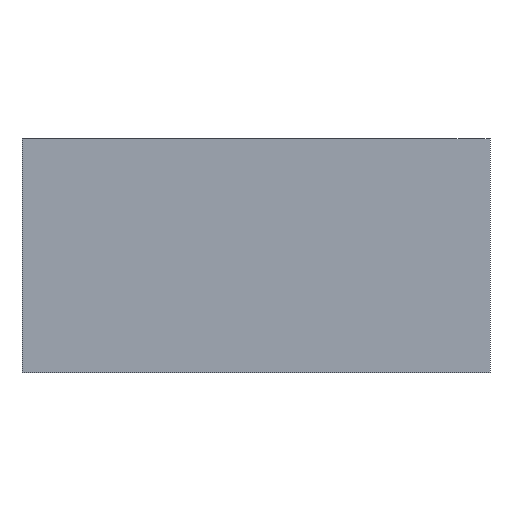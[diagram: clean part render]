
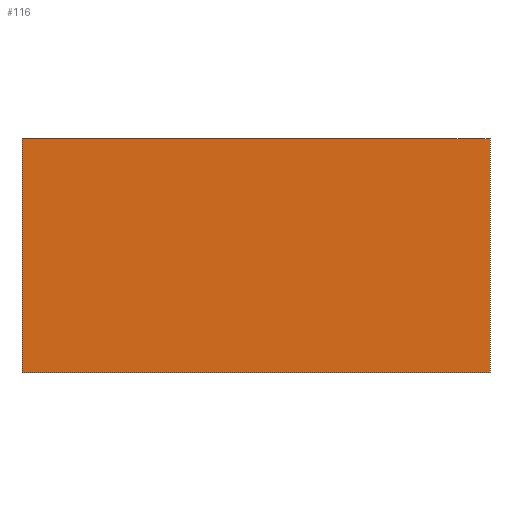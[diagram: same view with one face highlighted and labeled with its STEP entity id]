
A CAD part, front view. The second image highlights one B-rep face of the part: STEP entity #116.
In plain terms, the highlighted planar face has unit normal (0, -1, 0).
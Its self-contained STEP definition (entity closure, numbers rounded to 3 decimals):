
#15 = DIRECTION ( 'NONE',  ( 0., -1., 0. ) ) ;
#22 = DIRECTION ( 'NONE',  ( 0., 0., -1. ) ) ;
#23 = VERTEX_POINT ( 'NONE', #216 ) ;
#25 = DIRECTION ( 'NONE',  ( -1., 0., 0. ) ) ;
#30 = EDGE_CURVE ( 'NONE', #100, #229, #66, .T. ) ;
#34 = VECTOR ( 'NONE', #25, 1000. ) ;
#37 = DIRECTION ( 'NONE',  ( 1., 0., 0. ) ) ;
#40 = LINE ( 'NONE', #164, #86 ) ;
#46 = LINE ( 'NONE', #118, #34 ) ;
#49 = ORIENTED_EDGE ( 'NONE', *, *, #143, .F. ) ;
#55 = CARTESIAN_POINT ( 'NONE',  ( -50., 0., 25. ) ) ;
#66 = LINE ( 'NONE', #55, #122 ) ;
#86 = VECTOR ( 'NONE', #22, 1000. ) ;
#93 = DIRECTION ( 'NONE',  ( 0., 0., -1. ) ) ;
#95 = VERTEX_POINT ( 'NONE', #145 ) ;
#100 = VERTEX_POINT ( 'NONE', #234 ) ;
#105 = ORIENTED_EDGE ( 'NONE', *, *, #30, .F. ) ;
#106 = CARTESIAN_POINT ( 'NONE',  ( 0., 0., 0. ) ) ;
#107 = ORIENTED_EDGE ( 'NONE', *, *, #138, .F. ) ;
#110 = DIRECTION ( 'NONE',  ( 0., 0., 1. ) ) ;
#116 = ADVANCED_FACE ( 'NONE', ( #194 ), #217, .T. ) ;
#118 = CARTESIAN_POINT ( 'NONE',  ( -50., 0., -25. ) ) ;
#121 = VECTOR ( 'NONE', #37, 1000. ) ;
#122 = VECTOR ( 'NONE', #110, 1000. ) ;
#138 = EDGE_CURVE ( 'NONE', #23, #95, #40, .T. ) ;
#143 = EDGE_CURVE ( 'NONE', #229, #23, #233, .T. ) ;
#145 = CARTESIAN_POINT ( 'NONE',  ( 50., 0., -25. ) ) ;
#155 = EDGE_LOOP ( 'NONE', ( #107, #49, #105, #168 ) ) ;
#164 = CARTESIAN_POINT ( 'NONE',  ( 50., 0., 25. ) ) ;
#168 = ORIENTED_EDGE ( 'NONE', *, *, #227, .F. ) ;
#188 = CARTESIAN_POINT ( 'NONE',  ( -50., 0., 25. ) ) ;
#194 = FACE_OUTER_BOUND ( 'NONE', #155, .T. ) ;
#197 = CARTESIAN_POINT ( 'NONE',  ( -50., 0., 25. ) ) ;
#216 = CARTESIAN_POINT ( 'NONE',  ( 50., 0., 25. ) ) ;
#217 = PLANE ( 'NONE',  #220 ) ;
#220 = AXIS2_PLACEMENT_3D ( 'NONE', #106, #15, #93 ) ;
#227 = EDGE_CURVE ( 'NONE', #95, #100, #46, .T. ) ;
#229 = VERTEX_POINT ( 'NONE', #188 ) ;
#233 = LINE ( 'NONE', #197, #121 ) ;
#234 = CARTESIAN_POINT ( 'NONE',  ( -50., 0., -25. ) ) ;
